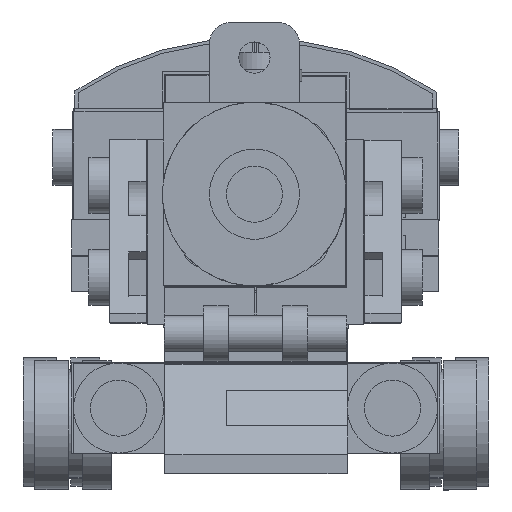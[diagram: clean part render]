
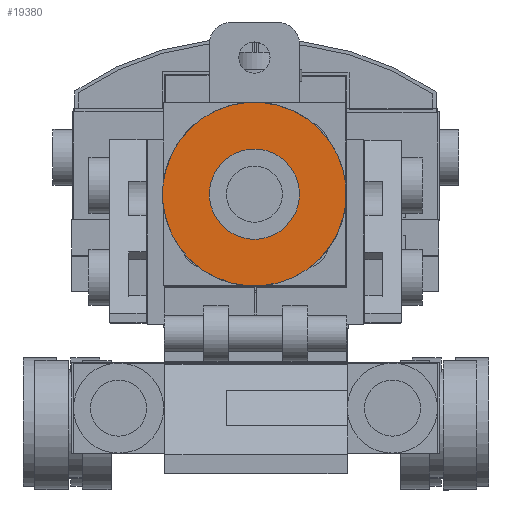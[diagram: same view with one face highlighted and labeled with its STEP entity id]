
A CAD part, front view. The second image highlights one B-rep face of the part: STEP entity #19380.
In plain terms, the highlighted face is planar.
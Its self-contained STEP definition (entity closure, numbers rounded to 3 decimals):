
#865=FACE_BOUND('',#4346,.T.);
#1735=PLANE('',#21616);
#2889=FACE_OUTER_BOUND('',#4345,.T.);
#4345=EDGE_LOOP('',(#17764));
#4346=EDGE_LOOP('',(#17765));
#8718=CIRCLE('',#21607,2.425);
#8719=CIRCLE('',#21610,7.95);
#10377=VERTEX_POINT('',#33144);
#10378=VERTEX_POINT('',#33149);
#12850=EDGE_CURVE('',#10377,#10377,#8718,.T.);
#12851=EDGE_CURVE('',#10378,#10378,#8719,.T.);
#17764=ORIENTED_EDGE('',*,*,#12851,.T.);
#17765=ORIENTED_EDGE('',*,*,#12850,.T.);
#19380=ADVANCED_FACE('',(#2889,#865),#1735,.T.);
#21607=AXIS2_PLACEMENT_3D('',#33146,#27152,#27153);
#21610=AXIS2_PLACEMENT_3D('',#33150,#27158,#27159);
#21616=AXIS2_PLACEMENT_3D('',#33158,#27171,#27172);
#27152=DIRECTION('center_axis',(0.,0.,-1.));
#27153=DIRECTION('ref_axis',(-1.,0.,0.));
#27158=DIRECTION('center_axis',(0.,0.,1.));
#27159=DIRECTION('ref_axis',(1.,0.,0.));
#27171=DIRECTION('center_axis',(0.,0.,1.));
#27172=DIRECTION('ref_axis',(1.,0.,0.));
#33144=CARTESIAN_POINT('',(2.425,0.,1.1));
#33146=CARTESIAN_POINT('Origin',(0.,0.,1.1));
#33149=CARTESIAN_POINT('',(-7.95,0.,1.1));
#33150=CARTESIAN_POINT('Origin',(0.,0.,1.1));
#33158=CARTESIAN_POINT('Origin',(0.,0.,1.1));
